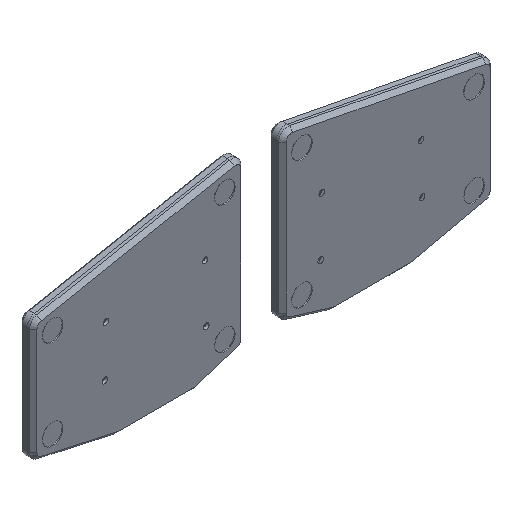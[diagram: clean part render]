
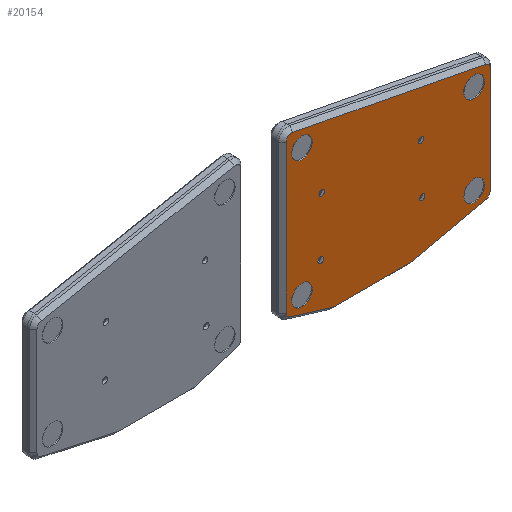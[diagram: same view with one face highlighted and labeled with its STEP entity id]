
A CAD part, isometric view. The second image highlights one B-rep face of the part: STEP entity #20154.
In plain terms, the highlighted planar face has unit normal (0, -1, 0).
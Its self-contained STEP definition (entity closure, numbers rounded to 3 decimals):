
#250=FACE_BOUND('',#3157,.T.);
#251=FACE_BOUND('',#3158,.T.);
#252=FACE_BOUND('',#3159,.T.);
#253=FACE_BOUND('',#3160,.T.);
#254=FACE_BOUND('',#3161,.T.);
#255=FACE_BOUND('',#3162,.T.);
#256=FACE_BOUND('',#3163,.T.);
#257=FACE_BOUND('',#3164,.T.);
#839=PLANE('',#22225);
#1916=FACE_OUTER_BOUND('',#3156,.T.);
#3156=EDGE_LOOP('',(#18570,#18571,#18572,#18573,#18574,#18575,#18576,#18577,
#18578,#18579,#18580,#18581));
#3157=EDGE_LOOP('',(#18582));
#3158=EDGE_LOOP('',(#18583));
#3159=EDGE_LOOP('',(#18584));
#3160=EDGE_LOOP('',(#18585));
#3161=EDGE_LOOP('',(#18586));
#3162=EDGE_LOOP('',(#18587));
#3163=EDGE_LOOP('',(#18588));
#3164=EDGE_LOOP('',(#18589));
#5086=LINE('',#34125,#7014);
#5089=LINE('',#34135,#7017);
#5092=LINE('',#34143,#7020);
#5095=LINE('',#34151,#7023);
#5096=LINE('',#34161,#7024);
#5100=LINE('',#34170,#7028);
#7014=VECTOR('',#28172,10.);
#7017=VECTOR('',#28185,10.);
#7020=VECTOR('',#28194,10.);
#7023=VECTOR('',#28203,10.);
#7024=VECTOR('',#28210,10.);
#7028=VECTOR('',#28220,10.);
#7942=CIRCLE('',#22097,1.5);
#7945=CIRCLE('',#22102,1.5);
#7948=CIRCLE('',#22107,1.5);
#7951=CIRCLE('',#22112,1.5);
#7992=CIRCLE('',#22199,2.9);
#7993=CIRCLE('',#22202,2.9);
#7994=CIRCLE('',#22205,2.9);
#7995=CIRCLE('',#22208,2.9);
#7996=CIRCLE('',#22211,2.9);
#8001=CIRCLE('',#22226,2.9);
#8002=CIRCLE('',#22227,5.5);
#8003=CIRCLE('',#22228,5.5);
#8004=CIRCLE('',#22229,5.5);
#8005=CIRCLE('',#22230,5.5);
#9780=VERTEX_POINT('',#33807);
#9783=VERTEX_POINT('',#33817);
#9786=VERTEX_POINT('',#33827);
#9789=VERTEX_POINT('',#33837);
#9886=VERTEX_POINT('',#34121);
#9887=VERTEX_POINT('',#34123);
#9888=VERTEX_POINT('',#34129);
#9889=VERTEX_POINT('',#34133);
#9890=VERTEX_POINT('',#34137);
#9891=VERTEX_POINT('',#34141);
#9892=VERTEX_POINT('',#34145);
#9893=VERTEX_POINT('',#34149);
#9894=VERTEX_POINT('',#34153);
#9895=VERTEX_POINT('',#34160);
#9896=VERTEX_POINT('',#34164);
#9897=VERTEX_POINT('',#34168);
#9902=VERTEX_POINT('',#34194);
#9903=VERTEX_POINT('',#34196);
#9904=VERTEX_POINT('',#34198);
#9905=VERTEX_POINT('',#34200);
#12610=EDGE_CURVE('',#9780,#9780,#7942,.T.);
#12615=EDGE_CURVE('',#9783,#9783,#7945,.T.);
#12620=EDGE_CURVE('',#9786,#9786,#7948,.T.);
#12625=EDGE_CURVE('',#9789,#9789,#7951,.T.);
#12770=EDGE_CURVE('',#9886,#9887,#5086,.T.);
#12773=EDGE_CURVE('',#9888,#9886,#7992,.T.);
#12775=EDGE_CURVE('',#9889,#9888,#5089,.T.);
#12777=EDGE_CURVE('',#9890,#9889,#7993,.T.);
#12779=EDGE_CURVE('',#9891,#9890,#5092,.T.);
#12781=EDGE_CURVE('',#9892,#9891,#7994,.T.);
#12783=EDGE_CURVE('',#9893,#9892,#5095,.T.);
#12784=EDGE_CURVE('',#9894,#9893,#7995,.T.);
#12786=EDGE_CURVE('',#9895,#9894,#5096,.T.);
#12789=EDGE_CURVE('',#9896,#9895,#7996,.T.);
#12791=EDGE_CURVE('',#9897,#9896,#5100,.T.);
#12801=EDGE_CURVE('',#9887,#9897,#8001,.T.);
#12802=EDGE_CURVE('',#9902,#9902,#8002,.T.);
#12803=EDGE_CURVE('',#9903,#9903,#8003,.T.);
#12804=EDGE_CURVE('',#9904,#9904,#8004,.T.);
#12805=EDGE_CURVE('',#9905,#9905,#8005,.T.);
#18570=ORIENTED_EDGE('',*,*,#12786,.T.);
#18571=ORIENTED_EDGE('',*,*,#12784,.T.);
#18572=ORIENTED_EDGE('',*,*,#12783,.T.);
#18573=ORIENTED_EDGE('',*,*,#12781,.T.);
#18574=ORIENTED_EDGE('',*,*,#12779,.T.);
#18575=ORIENTED_EDGE('',*,*,#12777,.T.);
#18576=ORIENTED_EDGE('',*,*,#12775,.T.);
#18577=ORIENTED_EDGE('',*,*,#12773,.T.);
#18578=ORIENTED_EDGE('',*,*,#12770,.T.);
#18579=ORIENTED_EDGE('',*,*,#12801,.T.);
#18580=ORIENTED_EDGE('',*,*,#12791,.T.);
#18581=ORIENTED_EDGE('',*,*,#12789,.T.);
#18582=ORIENTED_EDGE('',*,*,#12610,.F.);
#18583=ORIENTED_EDGE('',*,*,#12615,.F.);
#18584=ORIENTED_EDGE('',*,*,#12620,.F.);
#18585=ORIENTED_EDGE('',*,*,#12625,.F.);
#18586=ORIENTED_EDGE('',*,*,#12802,.F.);
#18587=ORIENTED_EDGE('',*,*,#12803,.F.);
#18588=ORIENTED_EDGE('',*,*,#12804,.F.);
#18589=ORIENTED_EDGE('',*,*,#12805,.F.);
#20154=ADVANCED_FACE('',(#1916,#250,#251,#252,#253,#254,#255,#256,#257),
#839,.T.);
#22097=AXIS2_PLACEMENT_3D('',#33808,#27863,#27864);
#22102=AXIS2_PLACEMENT_3D('',#33818,#27875,#27876);
#22107=AXIS2_PLACEMENT_3D('',#33828,#27887,#27888);
#22112=AXIS2_PLACEMENT_3D('',#33838,#27899,#27900);
#22199=AXIS2_PLACEMENT_3D('',#34131,#28180,#28181);
#22202=AXIS2_PLACEMENT_3D('',#34139,#28189,#28190);
#22205=AXIS2_PLACEMENT_3D('',#34147,#28198,#28199);
#22208=AXIS2_PLACEMENT_3D('',#34154,#28206,#28207);
#22211=AXIS2_PLACEMENT_3D('',#34166,#28215,#28216);
#22225=AXIS2_PLACEMENT_3D('',#34192,#28250,#28251);
#22226=AXIS2_PLACEMENT_3D('',#34193,#28252,#28253);
#22227=AXIS2_PLACEMENT_3D('',#34195,#28254,#28255);
#22228=AXIS2_PLACEMENT_3D('',#34197,#28256,#28257);
#22229=AXIS2_PLACEMENT_3D('',#34199,#28258,#28259);
#22230=AXIS2_PLACEMENT_3D('',#34201,#28260,#28261);
#27863=DIRECTION('center_axis',(0.,-1.,0.));
#27864=DIRECTION('ref_axis',(-1.,0.,0.));
#27875=DIRECTION('center_axis',(0.,-1.,0.));
#27876=DIRECTION('ref_axis',(-1.,0.,0.));
#27887=DIRECTION('center_axis',(0.,-1.,0.));
#27888=DIRECTION('ref_axis',(-1.,0.,0.));
#27899=DIRECTION('center_axis',(0.,-1.,0.));
#27900=DIRECTION('ref_axis',(-1.,0.,0.));
#28172=DIRECTION('',(0.957,0.,-0.292));
#28180=DIRECTION('center_axis',(0.,-1.,0.));
#28181=DIRECTION('ref_axis',(-1.,0.,0.));
#28185=DIRECTION('',(0.,0.,-1.));
#28189=DIRECTION('center_axis',(0.,-1.,0.));
#28190=DIRECTION('ref_axis',(0.191,0.,0.982));
#28194=DIRECTION('',(-0.982,0.,0.191));
#28198=DIRECTION('center_axis',(0.,-1.,0.));
#28199=DIRECTION('ref_axis',(1.,0.,0.));
#28203=DIRECTION('',(0.,0.,1.));
#28206=DIRECTION('center_axis',(0.,-1.,0.));
#28207=DIRECTION('ref_axis',(0.191,0.,-0.982));
#28210=DIRECTION('',(0.976,0.,0.216));
#28215=DIRECTION('center_axis',(0.,-1.,0.));
#28216=DIRECTION('ref_axis',(0.,0.,-1.));
#28220=DIRECTION('',(1.,0.,0.));
#28250=DIRECTION('center_axis',(0.,-1.,0.));
#28251=DIRECTION('ref_axis',(0.,0.,1.));
#28252=DIRECTION('center_axis',(0.,-1.,0.));
#28253=DIRECTION('ref_axis',(-0.292,0.,-0.957));
#28254=DIRECTION('center_axis',(0.,-1.,0.));
#28255=DIRECTION('ref_axis',(-1.,0.,0.));
#28256=DIRECTION('center_axis',(0.,-1.,0.));
#28257=DIRECTION('ref_axis',(-1.,0.,0.));
#28258=DIRECTION('center_axis',(0.,-1.,0.));
#28259=DIRECTION('ref_axis',(-1.,0.,0.));
#28260=DIRECTION('center_axis',(0.,-1.,0.));
#28261=DIRECTION('ref_axis',(-1.,0.,0.));
#33807=CARTESIAN_POINT('',(106.192,-7.25,46.622));
#33808=CARTESIAN_POINT('Origin',(104.692,-7.25,46.622));
#33817=CARTESIAN_POINT('',(105.582,-7.25,15.622));
#33818=CARTESIAN_POINT('Origin',(104.082,-7.25,15.622));
#33827=CARTESIAN_POINT('',(159.582,-7.25,44.622));
#33828=CARTESIAN_POINT('Origin',(158.082,-7.25,44.622));
#33837=CARTESIAN_POINT('',(160.192,-7.25,17.622));
#33838=CARTESIAN_POINT('Origin',(158.692,-7.25,17.622));
#34121=CARTESIAN_POINT('',(87.641,-7.25,-2.552));
#34123=CARTESIAN_POINT('',(110.595,-7.25,-9.552));
#34125=CARTESIAN_POINT('',(117.795,-7.25,-11.748));
#34129=CARTESIAN_POINT('',(85.587,-7.25,0.222));
#34131=CARTESIAN_POINT('Origin',(88.487,-7.25,0.222));
#34133=CARTESIAN_POINT('',(85.587,-7.25,79.838));
#34135=CARTESIAN_POINT('',(85.587,-7.25,18.376));
#34137=CARTESIAN_POINT('',(89.041,-7.25,82.685));
#34139=CARTESIAN_POINT('Origin',(88.487,-7.25,79.838));
#34141=CARTESIAN_POINT('',(192.841,-7.25,62.501));
#34143=CARTESIAN_POINT('',(118.102,-7.25,77.034));
#34145=CARTESIAN_POINT('',(195.187,-7.25,59.655));
#34147=CARTESIAN_POINT('Origin',(192.287,-7.25,59.655));
#34149=CARTESIAN_POINT('',(195.187,-7.25,2.222));
#34151=CARTESIAN_POINT('',(195.187,-7.25,48.092));
#34153=CARTESIAN_POINT('',(192.819,-7.25,-0.629));
#34154=CARTESIAN_POINT('Origin',(192.287,-7.25,2.222));
#34160=CARTESIAN_POINT('',(152.154,-7.25,-9.61));
#34161=CARTESIAN_POINT('',(171.721,-7.25,-5.289));
#34164=CARTESIAN_POINT('',(151.529,-7.25,-9.678));
#34166=CARTESIAN_POINT('Origin',(151.529,-7.25,-6.778));
#34168=CARTESIAN_POINT('',(111.441,-7.25,-9.678));
#34170=CARTESIAN_POINT('',(145.958,-7.25,-9.678));
#34192=CARTESIAN_POINT('Origin',(140.387,-7.25,36.53));
#34193=CARTESIAN_POINT('Origin',(111.441,-7.25,-6.778));
#34194=CARTESIAN_POINT('',(192.187,-7.25,6.722));
#34195=CARTESIAN_POINT('Origin',(186.687,-7.25,6.722));
#34196=CARTESIAN_POINT('',(99.587,-7.25,4.369));
#34197=CARTESIAN_POINT('Origin',(94.087,-7.25,4.369));
#34198=CARTESIAN_POINT('',(192.187,-7.25,55.039));
#34199=CARTESIAN_POINT('Origin',(186.687,-7.25,55.039));
#34200=CARTESIAN_POINT('',(99.587,-7.25,73.044));
#34201=CARTESIAN_POINT('Origin',(94.087,-7.25,73.044));
